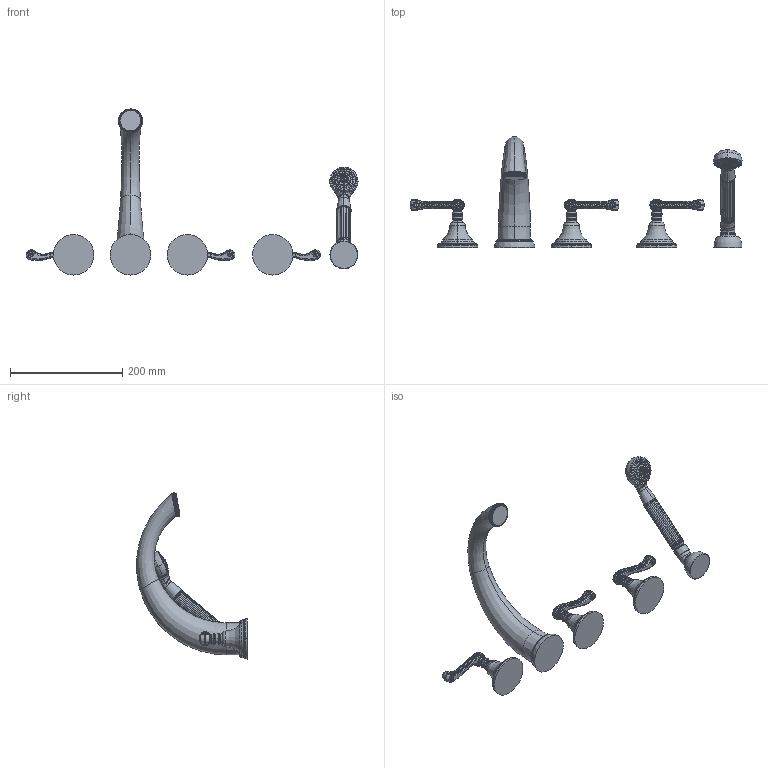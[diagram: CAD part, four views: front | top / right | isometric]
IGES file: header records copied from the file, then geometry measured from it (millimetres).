
Start section:  PTC IGES file: 3-1027.igs
Global section: file name: 3-1027.igs; native system: Creo Parametric by PTC Inc.; preprocessor: 2018400; author: jinson.thomas; organization: Unknown; date: 20210317.095224; units: inch
Bounding box: 592.77 x 198.07 x 296.72 mm (x, y, z)
Volume: 1037094.6 mm3; surface area: 142628.6 mm2
Topology: 5 solids, 5 shells, 2990 faces, 8120 edges, 5316 vertices
Faces by surface type: revolution 1818, bspline 869, extrusion 303
